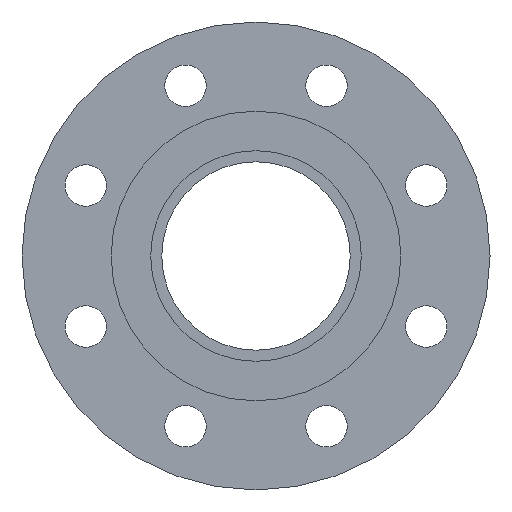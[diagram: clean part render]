
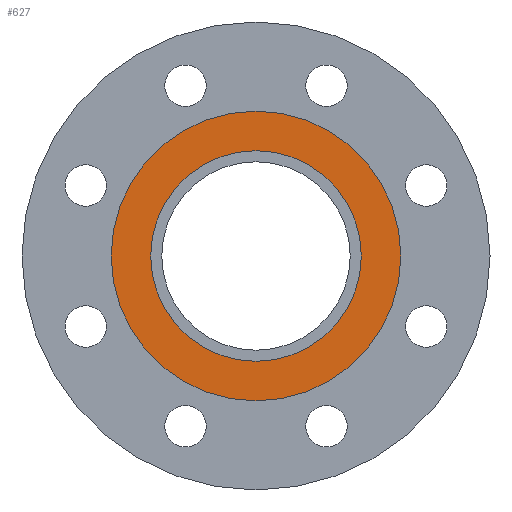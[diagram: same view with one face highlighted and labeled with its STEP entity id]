
A CAD part, left-side view. The second image highlights one B-rep face of the part: STEP entity #627.
In plain terms, the highlighted face is planar.
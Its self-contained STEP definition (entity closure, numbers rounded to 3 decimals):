
#16 = VERTEX_POINT ( 'NONE', #1216 ) ;
#70 = CIRCLE ( 'NONE', #1093, 78.6 ) ;
#97 = CARTESIAN_POINT ( 'NONE',  ( 0., 0., 30. ) ) ;
#122 = ORIENTED_EDGE ( 'NONE', *, *, #1326, .T. ) ;
#153 = VERTEX_POINT ( 'NONE', #772 ) ;
#189 = EDGE_CURVE ( 'NONE', #1165, #626, #70, .T. ) ;
#378 = EDGE_LOOP ( 'NONE', ( #1003, #122 ) ) ;
#462 = EDGE_CURVE ( 'NONE', #153, #16, #602, .T. ) ;
#500 = CIRCLE ( 'NONE', #1221, 78.6 ) ;
#505 = ORIENTED_EDGE ( 'NONE', *, *, #462, .F. ) ;
#542 = FACE_BOUND ( 'NONE', #1049, .T. ) ;
#563 = EDGE_CURVE ( 'NONE', #16, #153, #1132, .T. ) ;
#602 = CIRCLE ( 'NONE', #1087, 57.15 ) ;
#626 = VERTEX_POINT ( 'NONE', #1114 ) ;
#627 = ADVANCED_FACE ( 'NONE', ( #542, #1467 ), #1000, .T. ) ;
#749 = CARTESIAN_POINT ( 'NONE',  ( 0., 0., 30. ) ) ;
#764 = DIRECTION ( 'NONE',  ( 0., 0., 1. ) ) ;
#772 = CARTESIAN_POINT ( 'NONE',  ( -57.15, 0., 30. ) ) ;
#840 = DIRECTION ( 'NONE',  ( 0., 0., 1. ) ) ;
#943 = CARTESIAN_POINT ( 'NONE',  ( 0., 0., 30. ) ) ;
#946 = DIRECTION ( 'NONE',  ( 1., 0., 0. ) ) ;
#1000 = PLANE ( 'NONE',  #1303 ) ;
#1001 = DIRECTION ( 'NONE',  ( 1., 0., 0. ) ) ;
#1003 = ORIENTED_EDGE ( 'NONE', *, *, #189, .T. ) ;
#1049 = EDGE_LOOP ( 'NONE', ( #1266, #505 ) ) ;
#1087 = AXIS2_PLACEMENT_3D ( 'NONE', #943, #840, #1415 ) ;
#1093 = AXIS2_PLACEMENT_3D ( 'NONE', #97, #1341, #1001 ) ;
#1114 = CARTESIAN_POINT ( 'NONE',  ( -78.6, 0., 30. ) ) ;
#1132 = CIRCLE ( 'NONE', #1328, 57.15 ) ;
#1144 = CARTESIAN_POINT ( 'NONE',  ( 78.6, 0., 30. ) ) ;
#1165 = VERTEX_POINT ( 'NONE', #1144 ) ;
#1173 = DIRECTION ( 'NONE',  ( 0., 0., 1. ) ) ;
#1216 = CARTESIAN_POINT ( 'NONE',  ( 57.15, 0., 30. ) ) ;
#1221 = AXIS2_PLACEMENT_3D ( 'NONE', #1285, #1173, #946 ) ;
#1222 = DIRECTION ( 'NONE',  ( 0., 0., 1. ) ) ;
#1233 = DIRECTION ( 'NONE',  ( 1., 0., 0. ) ) ;
#1266 = ORIENTED_EDGE ( 'NONE', *, *, #563, .F. ) ;
#1285 = CARTESIAN_POINT ( 'NONE',  ( 0., 0., 30. ) ) ;
#1303 = AXIS2_PLACEMENT_3D ( 'NONE', #1461, #1222, #1339 ) ;
#1326 = EDGE_CURVE ( 'NONE', #626, #1165, #500, .T. ) ;
#1328 = AXIS2_PLACEMENT_3D ( 'NONE', #749, #764, #1233 ) ;
#1339 = DIRECTION ( 'NONE',  ( 1., 0., 0. ) ) ;
#1341 = DIRECTION ( 'NONE',  ( 0., 0., 1. ) ) ;
#1415 = DIRECTION ( 'NONE',  ( 1., 0., 0. ) ) ;
#1461 = CARTESIAN_POINT ( 'NONE',  ( 0., 0., 30. ) ) ;
#1467 = FACE_OUTER_BOUND ( 'NONE', #378, .T. ) ;
